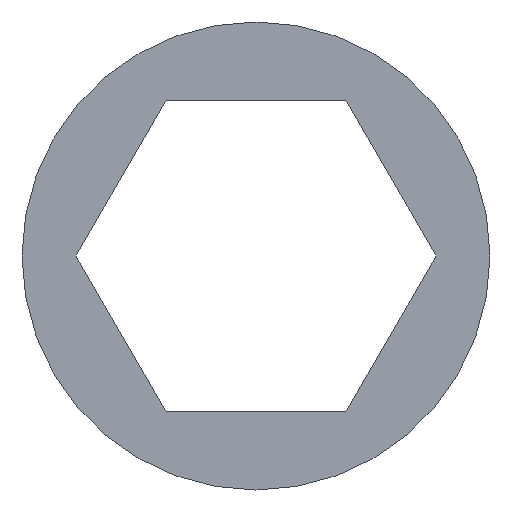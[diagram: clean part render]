
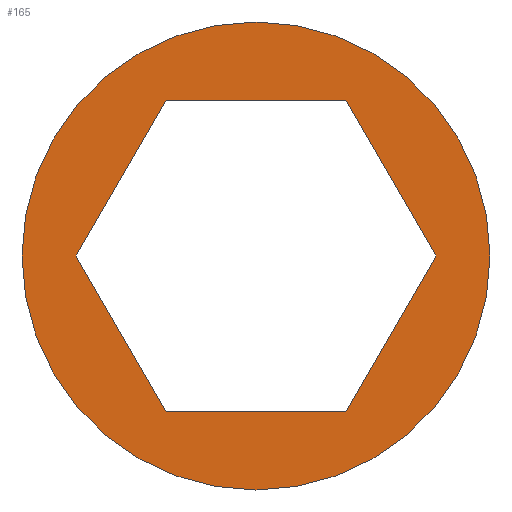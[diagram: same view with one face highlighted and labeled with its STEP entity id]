
A CAD part, left-side view. The second image highlights one B-rep face of the part: STEP entity #165.
In plain terms, the highlighted planar face has unit normal (-1, 0, 0).
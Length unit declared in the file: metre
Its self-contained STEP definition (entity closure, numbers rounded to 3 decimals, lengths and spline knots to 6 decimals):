
#13=CIRCLE('',#187,0.008255);
#48=ORIENTED_EDGE('',*,*,#71,.T.);
#49=ORIENTED_EDGE('',*,*,#55,.T.);
#50=ORIENTED_EDGE('',*,*,#59,.T.);
#51=ORIENTED_EDGE('',*,*,#62,.T.);
#52=ORIENTED_EDGE('',*,*,#65,.T.);
#53=ORIENTED_EDGE('',*,*,#68,.T.);
#54=ORIENTED_EDGE('',*,*,#74,.T.);
#55=EDGE_CURVE('',#75,#76,#89,.T.);
#59=EDGE_CURVE('',#76,#79,#93,.T.);
#62=EDGE_CURVE('',#79,#81,#96,.T.);
#65=EDGE_CURVE('',#81,#83,#99,.T.);
#68=EDGE_CURVE('',#83,#85,#102,.T.);
#71=EDGE_CURVE('',#85,#75,#105,.T.);
#74=EDGE_CURVE('',#88,#88,#13,.T.);
#75=VERTEX_POINT('',#235);
#76=VERTEX_POINT('',#236);
#79=VERTEX_POINT('',#244);
#81=VERTEX_POINT('',#250);
#83=VERTEX_POINT('',#256);
#85=VERTEX_POINT('',#262);
#88=VERTEX_POINT('',#273);
#89=LINE('',#234,#107);
#93=LINE('',#243,#111);
#96=LINE('',#249,#114);
#99=LINE('',#255,#117);
#102=LINE('',#261,#120);
#105=LINE('',#267,#123);
#107=VECTOR('',#194,1.);
#111=VECTOR('',#200,1.);
#114=VECTOR('',#205,1.);
#117=VECTOR('',#210,1.);
#120=VECTOR('',#215,1.);
#123=VECTOR('',#220,1.);
#135=EDGE_LOOP('',(#48,#49,#50,#51,#52,#53));
#136=EDGE_LOOP('',(#54));
#147=FACE_BOUND('',#135,.T.);
#148=FACE_BOUND('',#136,.T.);
#156=PLANE('',#189);
#165=ADVANCED_FACE('',(#147,#148),#156,.T.);
#187=AXIS2_PLACEMENT_3D('',#272,#226,#227);
#189=AXIS2_PLACEMENT_3D('',#275,#230,#231);
#194=DIRECTION('',(0.,-0.5,0.866));
#200=DIRECTION('',(0.,-1.,0.));
#205=DIRECTION('',(0.,-0.5,-0.866));
#210=DIRECTION('',(0.,0.5,-0.866));
#215=DIRECTION('',(0.,1.,0.));
#220=DIRECTION('',(0.,0.5,0.866));
#226=DIRECTION('',(-1.,0.,0.));
#227=DIRECTION('',(0.,0.,1.));
#230=DIRECTION('',(-1.,0.,0.));
#231=DIRECTION('',(0.,1.,0.));
#234=CARTESIAN_POINT('',(-0.045458,-0.08946,0.10895));
#235=CARTESIAN_POINT('',(-0.045458,-0.087873,0.1062));
#236=CARTESIAN_POINT('',(-0.045458,-0.091048,0.111699));
#243=CARTESIAN_POINT('',(-0.045458,-0.094223,0.111699));
#244=CARTESIAN_POINT('',(-0.045458,-0.097398,0.111699));
#249=CARTESIAN_POINT('',(-0.045458,-0.098985,0.10895));
#250=CARTESIAN_POINT('',(-0.045458,-0.100573,0.1062));
#255=CARTESIAN_POINT('',(-0.045458,-0.098985,0.10345));
#256=CARTESIAN_POINT('',(-0.045458,-0.097398,0.100701));
#261=CARTESIAN_POINT('',(-0.045458,-0.094223,0.100701));
#262=CARTESIAN_POINT('',(-0.045458,-0.091048,0.100701));
#267=CARTESIAN_POINT('',(-0.045458,-0.08946,0.10345));
#272=CARTESIAN_POINT('',(-0.045458,-0.094223,0.1062));
#273=CARTESIAN_POINT('',(-0.045458,-0.094223,0.114455));
#275=CARTESIAN_POINT('',(-0.045458,-0.040252,0.135456));
